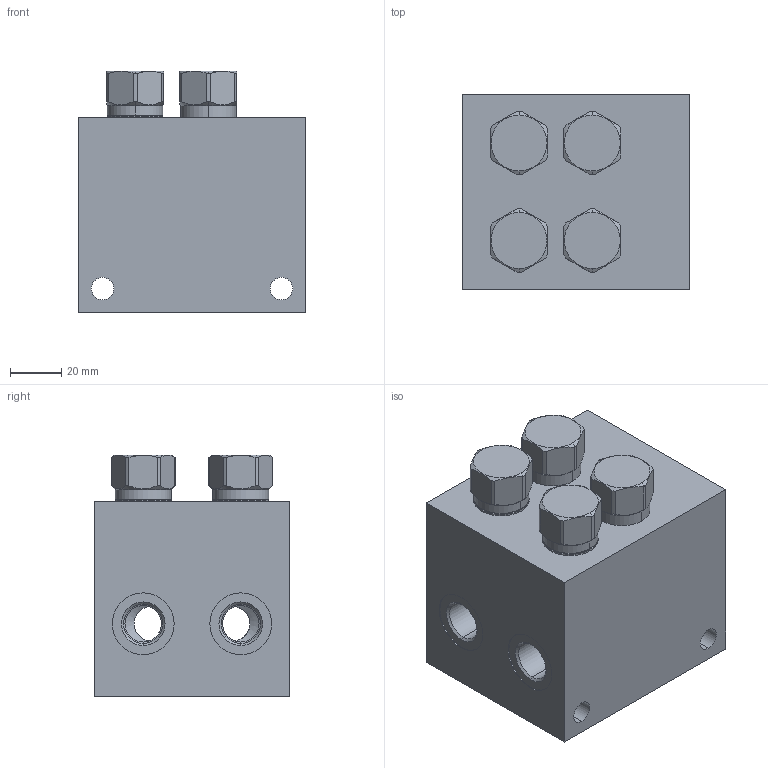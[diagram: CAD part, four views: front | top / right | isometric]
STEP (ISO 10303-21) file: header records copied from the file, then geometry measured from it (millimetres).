
FILE_DESCRIPTION((''),'2;1');
FILE_NAME('EPU_ASM','2024-01-19T',('ProEService'),(''),'PRO/ENGINEER BY PARAMETRIC TECHNOLOGY CORPORATION, 2014200','PRO/ENGINEER BY PARAMETRIC TECHNOLOGY CORPORATION, 2014200','');
FILE_SCHEMA(('CONFIG_CONTROL_DESIGN'));
Length unit declared in the file: inch
Products named in the file (4): 150-835-005; CXCDXAN; CXDAXAN; EPU_ASM
Assembly tree (5 placements, depth 2):
  EPU_ASM
    150-835-005
    CXCDXAN  x2
    CXDAXAN  x2
Bounding box: 88.9 x 76.2 x 94.46 mm (x, y, z)
Volume: 458921.7 mm3; surface area: 89099 mm2
Topology: 9 solids, 11 shells, 1255 faces, 3518 edges, 2479 vertices
Faces by surface type: cylinder 578, cone 260, plane 237, torus 120, bspline 36, revolution 24
Entity records: 30182 total; most frequent: CARTESIAN_POINT 10910, DIRECTION 3999, ORIENTED_EDGE 3672, EDGE_CURVE 1836, AXIS2_PLACEMENT_3D 1531, VERTEX_POINT 1144, VECTOR 925, LINE 925
